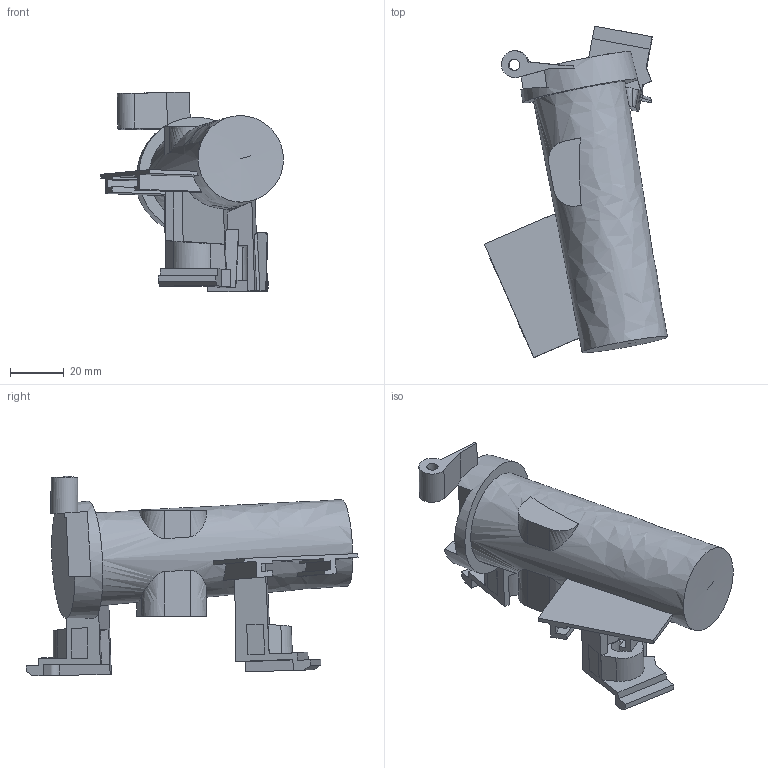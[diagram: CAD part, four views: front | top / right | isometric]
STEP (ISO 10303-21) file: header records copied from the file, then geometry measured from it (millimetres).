
FILE_DESCRIPTION(('STEP AP214'),'1');
FILE_NAME('22jm.stp','2019-05-31T02:38:57',(' '),(' '),'Spatial InterOp 3D',' ',' ');
FILE_SCHEMA(('automotive_design'));
Length unit declared in the file: millimetre
Products named in the file (1): 1
Bounding box: 67.8 x 123.04 x 73.94 mm (x, y, z)
Volume: 119126.5 mm3; surface area: 26666.7 mm2
Topology: 1 solids, 1 shells, 142 faces, 412 edges, 276 vertices
Faces by surface type: bspline 142
Entity records: 5090 total; most frequent: CARTESIAN_POINT 1781, ORIENTED_EDGE 798, DIRECTION 473, EDGE_CURVE 399, LINE 287, VECTOR 287, VERTEX_POINT 270, EDGE_LOOP 158
